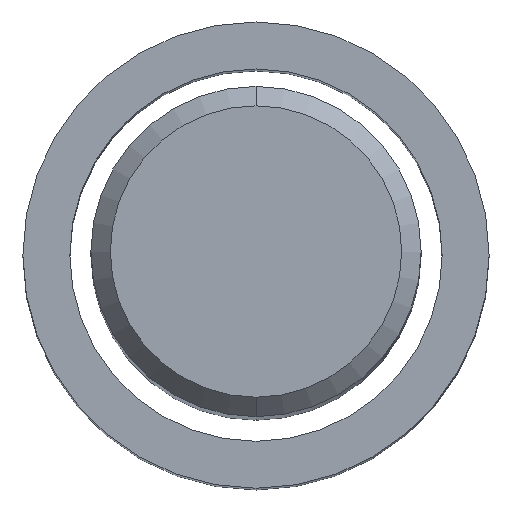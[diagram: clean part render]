
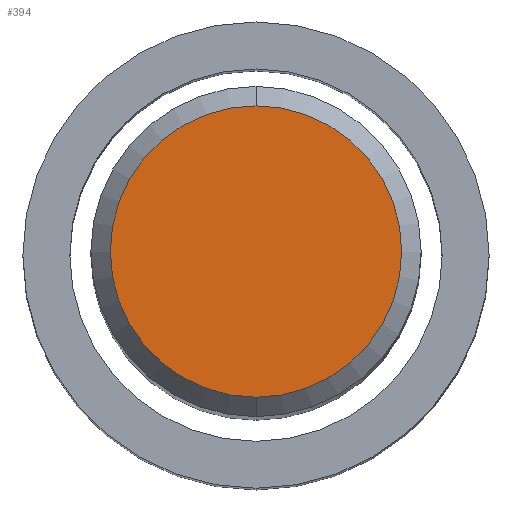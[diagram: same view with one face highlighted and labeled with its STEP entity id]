
A CAD part, top view. The second image highlights one B-rep face of the part: STEP entity #394.
In plain terms, the highlighted planar face has unit normal (0, 0, 1).
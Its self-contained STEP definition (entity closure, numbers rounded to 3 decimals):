
#196=VERTEX_POINT('',#498);
#242=VERTEX_POINT('',#546);
#304=EDGE_CURVE('',#242,#196,#615,.T.);
#394=ADVANCED_FACE('',(#715),#716,.T.);
#422=EDGE_CURVE('',#196,#242,#745,.T.);
#498=CARTESIAN_POINT('',(0.,-3.75,0.0));
#546=CARTESIAN_POINT('',(0.0,3.75,0.0));
#615=CIRCLE('',#1068,3.75);
#715=FACE_OUTER_BOUND('',#1241,.T.);
#716=PLANE('',#1242);
#745=CIRCLE('',#1352,3.75);
#1068=AXIS2_PLACEMENT_3D('',#1581,#1582,#1583);
#1241=EDGE_LOOP('',(#1702,#1703));
#1242=AXIS2_PLACEMENT_3D('',#1704,#1705,#1706);
#1352=AXIS2_PLACEMENT_3D('',#1718,#1719,#1720);
#1581=CARTESIAN_POINT('',(0.0,0.0,0.0));
#1582=DIRECTION('',(0.0,0.0,-1.0));
#1583=DIRECTION('',(0.0,1.0,0.0));
#1702=ORIENTED_EDGE('',*,*,#304,.F.);
#1703=ORIENTED_EDGE('',*,*,#422,.F.);
#1704=CARTESIAN_POINT('',(0.0,1.875,0.0));
#1705=DIRECTION('',(-0.0,0.0,1.0));
#1706=DIRECTION('',(0.0,-1.0,0.0));
#1718=CARTESIAN_POINT('',(0.0,0.0,0.0));
#1719=DIRECTION('',(0.0,0.0,-1.0));
#1720=DIRECTION('',(0.0,1.0,0.0));
